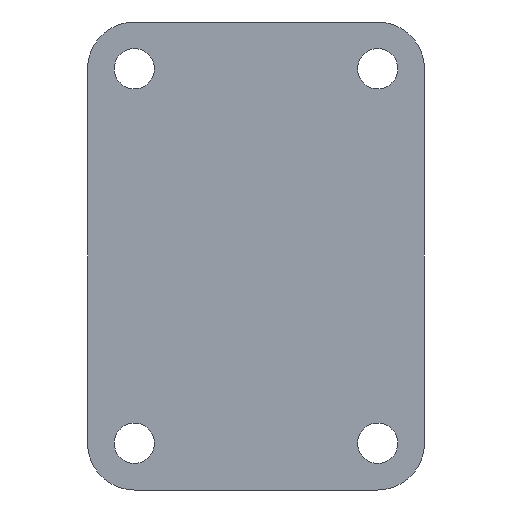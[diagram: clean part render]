
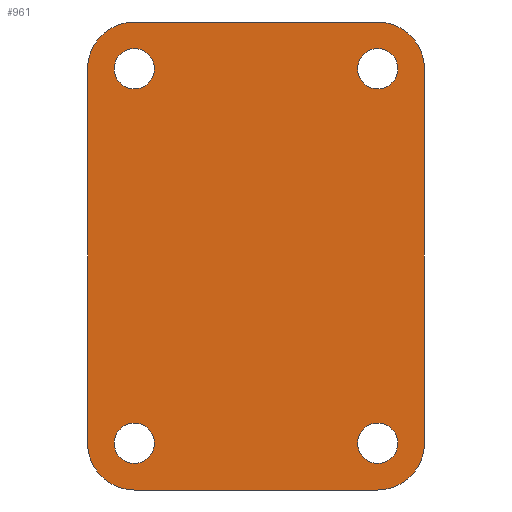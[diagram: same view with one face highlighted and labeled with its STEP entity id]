
A CAD part, front view. The second image highlights one B-rep face of the part: STEP entity #961.
In plain terms, the highlighted planar face has unit normal (0, -1, 0).
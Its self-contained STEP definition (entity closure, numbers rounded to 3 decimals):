
#42=FACE_BOUND('',#175,.T.);
#43=FACE_BOUND('',#176,.T.);
#44=FACE_BOUND('',#177,.T.);
#45=FACE_BOUND('',#178,.T.);
#61=PLANE('',#1110);
#106=FACE_OUTER_BOUND('',#174,.T.);
#174=EDGE_LOOP('',(#864,#865,#866,#867,#868,#869,#870,#871));
#175=EDGE_LOOP('',(#872,#873));
#176=EDGE_LOOP('',(#874,#875));
#177=EDGE_LOOP('',(#876,#877));
#178=EDGE_LOOP('',(#878,#879));
#208=LINE('',#1576,#262);
#213=LINE('',#1590,#267);
#234=LINE('',#1709,#288);
#235=LINE('',#1711,#289);
#262=VECTOR('',#1268,10.);
#267=VECTOR('',#1283,10.);
#288=VECTOR('',#1418,10.);
#289=VECTOR('',#1421,10.);
#322=CIRCLE('',#1032,5.);
#335=CIRCLE('',#1048,5.);
#336=CIRCLE('',#1050,5.);
#337=CIRCLE('',#1053,5.);
#344=CIRCLE('',#1064,2.15);
#345=CIRCLE('',#1065,2.15);
#346=CIRCLE('',#1067,2.15);
#347=CIRCLE('',#1068,2.15);
#348=CIRCLE('',#1070,2.15);
#349=CIRCLE('',#1071,2.15);
#350=CIRCLE('',#1073,2.15);
#351=CIRCLE('',#1074,2.15);
#414=VERTEX_POINT('',#1536);
#415=VERTEX_POINT('',#1537);
#432=VERTEX_POINT('',#1575);
#433=VERTEX_POINT('',#1579);
#434=VERTEX_POINT('',#1583);
#435=VERTEX_POINT('',#1585);
#436=VERTEX_POINT('',#1589);
#437=VERTEX_POINT('',#1593);
#444=VERTEX_POINT('',#1615);
#445=VERTEX_POINT('',#1617);
#446=VERTEX_POINT('',#1621);
#447=VERTEX_POINT('',#1623);
#448=VERTEX_POINT('',#1627);
#449=VERTEX_POINT('',#1629);
#450=VERTEX_POINT('',#1633);
#451=VERTEX_POINT('',#1635);
#530=EDGE_CURVE('',#414,#415,#322,.T.);
#549=EDGE_CURVE('',#432,#415,#208,.T.);
#551=EDGE_CURVE('',#432,#433,#335,.T.);
#554=EDGE_CURVE('',#434,#435,#336,.T.);
#556=EDGE_CURVE('',#436,#435,#213,.T.);
#558=EDGE_CURVE('',#436,#437,#337,.T.);
#570=EDGE_CURVE('',#445,#444,#344,.T.);
#571=EDGE_CURVE('',#444,#445,#345,.T.);
#573=EDGE_CURVE('',#447,#446,#346,.T.);
#574=EDGE_CURVE('',#446,#447,#347,.T.);
#576=EDGE_CURVE('',#449,#448,#348,.T.);
#577=EDGE_CURVE('',#448,#449,#349,.T.);
#579=EDGE_CURVE('',#451,#450,#350,.T.);
#580=EDGE_CURVE('',#450,#451,#351,.T.);
#614=EDGE_CURVE('',#414,#437,#234,.T.);
#615=EDGE_CURVE('',#434,#433,#235,.T.);
#864=ORIENTED_EDGE('',*,*,#530,.F.);
#865=ORIENTED_EDGE('',*,*,#614,.T.);
#866=ORIENTED_EDGE('',*,*,#558,.F.);
#867=ORIENTED_EDGE('',*,*,#556,.T.);
#868=ORIENTED_EDGE('',*,*,#554,.F.);
#869=ORIENTED_EDGE('',*,*,#615,.T.);
#870=ORIENTED_EDGE('',*,*,#551,.F.);
#871=ORIENTED_EDGE('',*,*,#549,.T.);
#872=ORIENTED_EDGE('',*,*,#570,.T.);
#873=ORIENTED_EDGE('',*,*,#571,.T.);
#874=ORIENTED_EDGE('',*,*,#573,.T.);
#875=ORIENTED_EDGE('',*,*,#574,.T.);
#876=ORIENTED_EDGE('',*,*,#576,.T.);
#877=ORIENTED_EDGE('',*,*,#577,.T.);
#878=ORIENTED_EDGE('',*,*,#579,.T.);
#879=ORIENTED_EDGE('',*,*,#580,.T.);
#961=ADVANCED_FACE('',(#106,#42,#43,#44,#45),#61,.T.);
#1032=AXIS2_PLACEMENT_3D('',#1538,#1232,#1233);
#1048=AXIS2_PLACEMENT_3D('',#1580,#1272,#1273);
#1050=AXIS2_PLACEMENT_3D('',#1586,#1278,#1279);
#1053=AXIS2_PLACEMENT_3D('',#1594,#1287,#1288);
#1064=AXIS2_PLACEMENT_3D('',#1618,#1314,#1315);
#1065=AXIS2_PLACEMENT_3D('',#1619,#1316,#1317);
#1067=AXIS2_PLACEMENT_3D('',#1624,#1321,#1322);
#1068=AXIS2_PLACEMENT_3D('',#1625,#1323,#1324);
#1070=AXIS2_PLACEMENT_3D('',#1630,#1328,#1329);
#1071=AXIS2_PLACEMENT_3D('',#1631,#1330,#1331);
#1073=AXIS2_PLACEMENT_3D('',#1636,#1335,#1336);
#1074=AXIS2_PLACEMENT_3D('',#1637,#1337,#1338);
#1110=AXIS2_PLACEMENT_3D('',#1712,#1422,#1423);
#1232=DIRECTION('center_axis',(0.,1.,0.));
#1233=DIRECTION('ref_axis',(0.707,0.,-0.707));
#1268=DIRECTION('',(1.,0.,0.));
#1272=DIRECTION('center_axis',(0.,1.,0.));
#1273=DIRECTION('ref_axis',(-0.707,0.,-0.707));
#1278=DIRECTION('center_axis',(0.,1.,0.));
#1279=DIRECTION('ref_axis',(-0.707,0.,0.707));
#1283=DIRECTION('',(-1.,0.,0.));
#1287=DIRECTION('center_axis',(0.,1.,0.));
#1288=DIRECTION('ref_axis',(0.707,0.,0.707));
#1314=DIRECTION('center_axis',(0.,1.,0.));
#1315=DIRECTION('ref_axis',(-1.,0.,0.));
#1316=DIRECTION('center_axis',(0.,1.,0.));
#1317=DIRECTION('ref_axis',(-1.,0.,0.));
#1321=DIRECTION('center_axis',(0.,1.,0.));
#1322=DIRECTION('ref_axis',(1.,0.,0.));
#1323=DIRECTION('center_axis',(0.,1.,0.));
#1324=DIRECTION('ref_axis',(1.,0.,0.));
#1328=DIRECTION('center_axis',(0.,1.,0.));
#1329=DIRECTION('ref_axis',(-1.,0.,0.));
#1330=DIRECTION('center_axis',(0.,1.,0.));
#1331=DIRECTION('ref_axis',(-1.,0.,0.));
#1335=DIRECTION('center_axis',(0.,1.,0.));
#1336=DIRECTION('ref_axis',(1.,0.,0.));
#1337=DIRECTION('center_axis',(0.,1.,0.));
#1338=DIRECTION('ref_axis',(1.,0.,0.));
#1418=DIRECTION('',(0.,0.,1.));
#1421=DIRECTION('',(0.,0.,-1.));
#1422=DIRECTION('center_axis',(0.,-1.,0.));
#1423=DIRECTION('ref_axis',(0.,0.,-1.));
#1536=CARTESIAN_POINT('',(18.,-8.,-20.));
#1537=CARTESIAN_POINT('',(13.,-8.,-25.));
#1538=CARTESIAN_POINT('Origin',(13.,-8.,-20.));
#1575=CARTESIAN_POINT('',(-13.,-8.,-25.));
#1576=CARTESIAN_POINT('',(-18.,-8.,-25.));
#1579=CARTESIAN_POINT('',(-18.,-8.,-20.));
#1580=CARTESIAN_POINT('Origin',(-13.,-8.,-20.));
#1583=CARTESIAN_POINT('',(-18.,-8.,20.));
#1585=CARTESIAN_POINT('',(-13.,-8.,25.));
#1586=CARTESIAN_POINT('Origin',(-13.,-8.,20.));
#1589=CARTESIAN_POINT('',(13.,-8.,25.));
#1590=CARTESIAN_POINT('',(18.,-8.,25.));
#1593=CARTESIAN_POINT('',(18.,-8.,20.));
#1594=CARTESIAN_POINT('Origin',(13.,-8.,20.));
#1615=CARTESIAN_POINT('',(15.15,-8.,-20.));
#1617=CARTESIAN_POINT('',(10.85,-8.,-20.));
#1618=CARTESIAN_POINT('Origin',(13.,-8.,-20.));
#1619=CARTESIAN_POINT('Origin',(13.,-8.,-20.));
#1621=CARTESIAN_POINT('',(-15.15,-8.,-20.));
#1623=CARTESIAN_POINT('',(-10.85,-8.,-20.));
#1624=CARTESIAN_POINT('Origin',(-13.,-8.,-20.));
#1625=CARTESIAN_POINT('Origin',(-13.,-8.,-20.));
#1627=CARTESIAN_POINT('',(15.15,-8.,20.));
#1629=CARTESIAN_POINT('',(10.85,-8.,20.));
#1630=CARTESIAN_POINT('Origin',(13.,-8.,20.));
#1631=CARTESIAN_POINT('Origin',(13.,-8.,20.));
#1633=CARTESIAN_POINT('',(-15.15,-8.,20.));
#1635=CARTESIAN_POINT('',(-10.85,-8.,20.));
#1636=CARTESIAN_POINT('Origin',(-13.,-8.,20.));
#1637=CARTESIAN_POINT('Origin',(-13.,-8.,20.));
#1709=CARTESIAN_POINT('',(18.,-8.,-25.));
#1711=CARTESIAN_POINT('',(-18.,-8.,25.));
#1712=CARTESIAN_POINT('Origin',(0.,-8.,0.));
